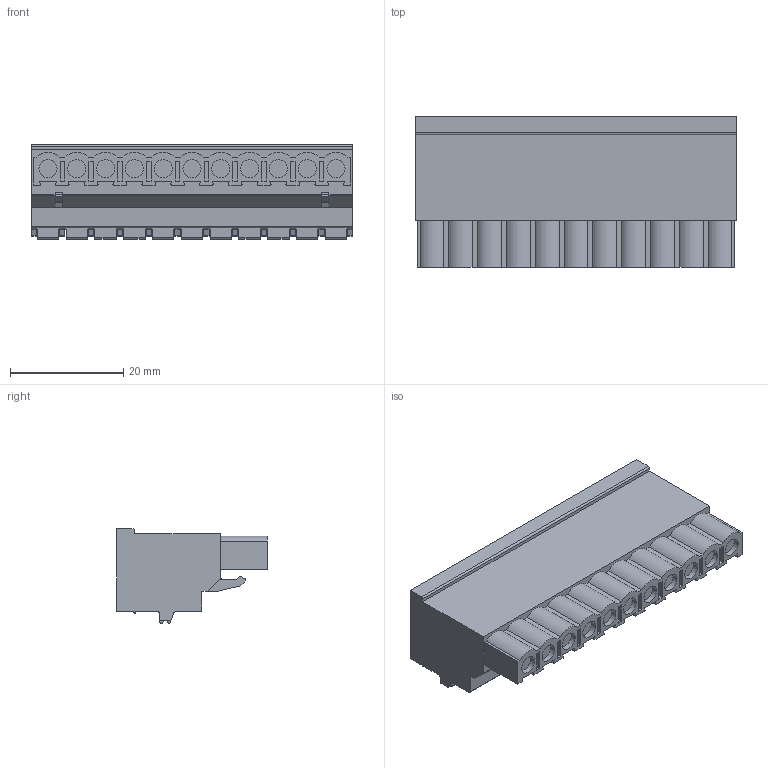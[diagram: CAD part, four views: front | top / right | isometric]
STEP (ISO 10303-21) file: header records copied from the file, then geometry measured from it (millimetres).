
FILE_DESCRIPTION((''),'2;1');
FILE_NAME('3333','2024-09-27T11:12:12',('tluser'),(''),'CREO PARAMETRIC BY PTC INC, 2018100','CREO PARAMETRIC BY PTC INC, 2018100','');
FILE_SCHEMA(('CONFIG_CONTROL_DESIGN'));
Length unit declared in the file: millimetre
Products named in the file (1): 3333
Bounding box: 56.5 x 26.6 x 16.71 mm (x, y, z)
Volume: 15622.5 mm3; surface area: 6519.6 mm2
Topology: 1 solids, 1 shells, 634 faces, 1641 edges, 1094 vertices
Faces by surface type: plane 428, cylinder 206
Entity records: 19375 total; most frequent: CARTESIAN_POINT 3369, DIRECTION 3321, ORIENTED_EDGE 3282, EDGE_CURVE 1641, VECTOR 1229, LINE 1229, VERTEX_POINT 1094, AXIS2_PLACEMENT_3D 1046
